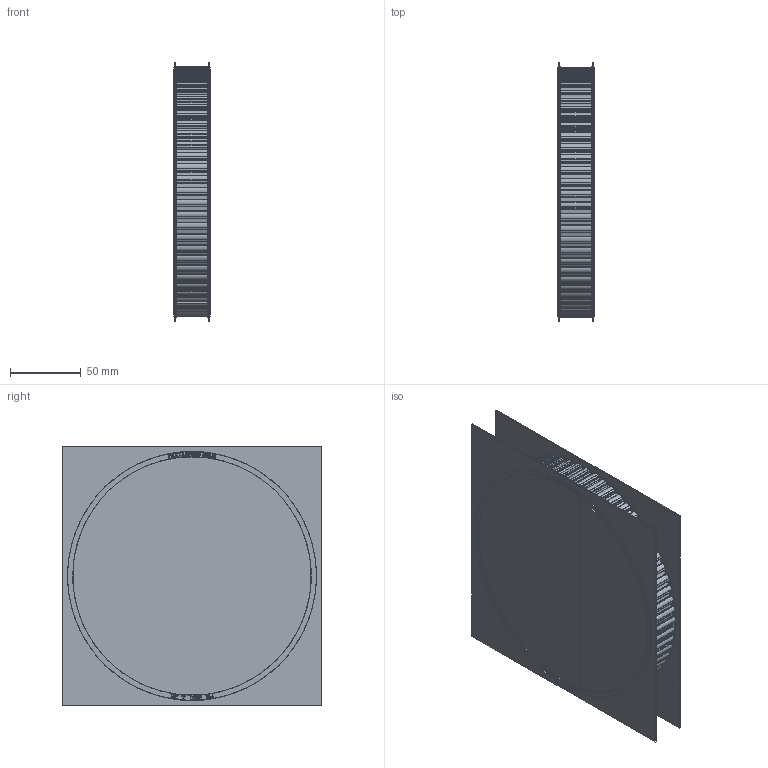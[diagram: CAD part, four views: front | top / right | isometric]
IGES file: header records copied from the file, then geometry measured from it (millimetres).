
Start section:  PTC IGES file: fe8160z25.igs
Global section: file name: fe8160z25.igs; native system: Creo Parametric by Parametric Technology Corporation; preprocessor: 2013150; author: sales 4; organization: Unknown; date: 20140324.142904; units: millimetre
Bounding box: 26 x 183.52 x 183.52 mm (x, y, z)
Volume: 57979 mm3; surface area: 783150.1 mm2
Topology: 66 solids, 66 shells, 4788 faces, 25456 edges, 32144 vertices
Faces by surface type: bspline 2696, revolution 2092
